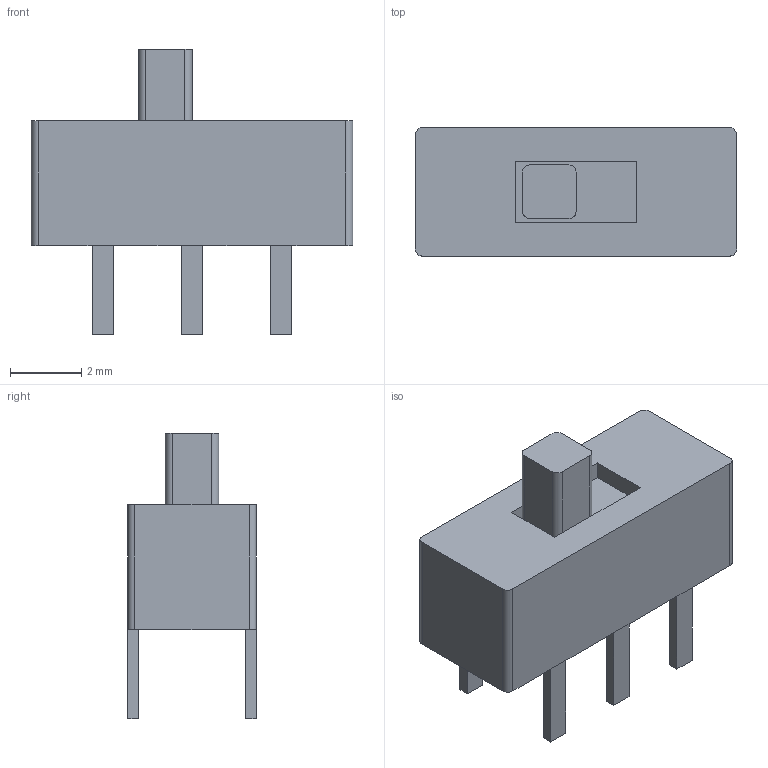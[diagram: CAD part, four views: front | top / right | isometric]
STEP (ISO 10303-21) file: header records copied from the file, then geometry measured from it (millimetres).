
FILE_DESCRIPTION(('FreeCAD Model'),'2;1');
FILE_SCHEMA(('AUTOMOTIVE_DESIGN { 1 0 10303 214 1 1 1 1 }'));
Length unit declared in the file: millimetre
Products named in the file (1): Group001
Bounding box: 9 x 3.6 x 8 mm (x, y, z)
Volume: 118.6 mm3; surface area: 198 mm2
Topology: 1 solids, 1 shells, 54 faces, 138 edges, 88 vertices
Faces by surface type: plane 46, cylinder 8
Entity records: 1992 total; most frequent: CARTESIAN_POINT 281, ORIENTED_EDGE 276, DIRECTION 264, EDGE_CURVE 138, LINE 122, VECTOR 122, VERTEX_POINT 88, AXIS2_PLACEMENT_3D 71
